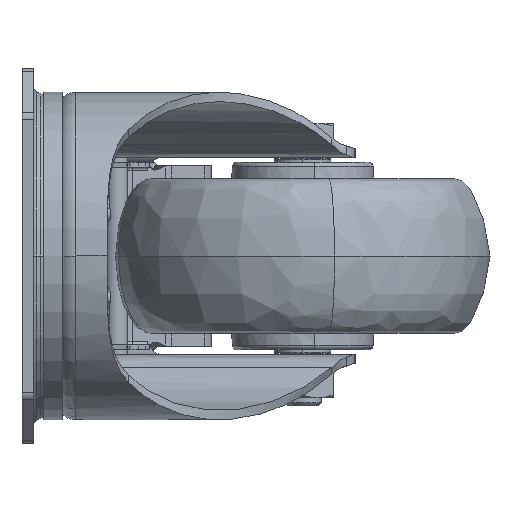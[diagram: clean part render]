
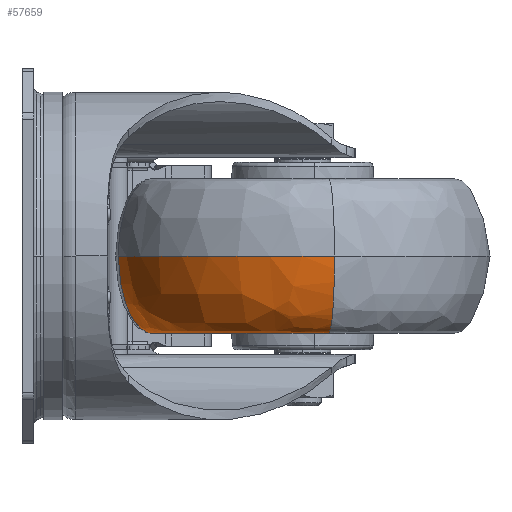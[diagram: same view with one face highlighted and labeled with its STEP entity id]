
A CAD part, left-side view. The second image highlights one B-rep face of the part: STEP entity #57659.
In plain terms, the highlighted free-form (B-spline) face has degree [3, 3] with [4, 4] control points.
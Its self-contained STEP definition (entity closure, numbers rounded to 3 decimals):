
#1295 = CARTESIAN_POINT ( 'NONE',  ( 5.97, -59.506, -16.5 ) ) ;
#2080 = AXIS2_PLACEMENT_3D ( 'NONE', #73458, #74585, #44565 ) ;
#2180 = ORIENTED_EDGE ( 'NONE', *, *, #61575, .T. ) ;
#3016 = CARTESIAN_POINT ( 'NONE',  ( -5.392, -37.684, -9.665 ) ) ;
#3742 = CARTESIAN_POINT ( 'NONE',  ( 8.13, -18.548, 0. ) ) ;
#4115 = CARTESIAN_POINT ( 'NONE',  ( 31.223, -14.578, -9.665 ) ) ;
#4163 = CARTESIAN_POINT ( 'NONE',  ( 5.97, -59.506, -16.5 ) ) ;
#5217 =( BOUNDED_CURVE ( )  B_SPLINE_CURVE ( 3, ( #18932, #48701, #36887, #13281 ),
 .UNSPECIFIED., .F., .F. ) 
 B_SPLINE_CURVE_WITH_KNOTS ( ( 4, 4 ),
 ( 1.571, 3.142 ),
 .UNSPECIFIED. ) 
 CURVE ( )  GEOMETRIC_REPRESENTATION_ITEM ( )  RATIONAL_B_SPLINE_CURVE ( ( 1., 0.805, 0.805, 1. ) ) 
 REPRESENTATION_ITEM ( '' )  );
#5481 = AXIS2_PLACEMENT_3D ( 'NONE', #21414, #55741, #44321 ) ;
#8094 = VERTEX_POINT ( 'NONE', #1295 ) ;
#8834 = EDGE_CURVE ( 'NONE', #10560, #30867, #10583, .T. ) ;
#10560 = VERTEX_POINT ( 'NONE', #31491 ) ;
#10583 = CIRCLE ( 'NONE', #2080, 40. ) ;
#10975 = CARTESIAN_POINT ( 'NONE',  ( 32.494, -21.97, -16.5 ) ) ;
#11572 = EDGE_CURVE ( 'NONE', #33188, #8094, #46722, .T. ) ;
#13281 = CARTESIAN_POINT ( 'NONE',  ( 32.494, -21.97, -16.5 ) ) ;
#14368 = FACE_OUTER_BOUND ( 'NONE', #70852, .T. ) ;
#15827 = CARTESIAN_POINT ( 'NONE',  ( 5.97, -59.506, -16.5 ) ) ;
#18932 = CARTESIAN_POINT ( 'NONE',  ( 31.223, -14.578, 0. ) ) ;
#21414 = CARTESIAN_POINT ( 'NONE',  ( 38., -54., -16.5 ) ) ;
#21881 = CARTESIAN_POINT ( 'NONE',  ( -5.392, -37.684, 0. ) ) ;
#26154 = CARTESIAN_POINT ( 'NONE',  ( 13.731, -25.195, -16.5 ) ) ;
#26894 = CARTESIAN_POINT ( 'NONE',  ( -1.422, -60.777, -9.665 ) ) ;
#30867 = VERTEX_POINT ( 'NONE', #71811 ) ;
#31491 = CARTESIAN_POINT ( 'NONE',  ( 31.223, -14.578, 0. ) ) ;
#31901 = CARTESIAN_POINT ( 'NONE',  ( 31.223, -14.578, 0. ) ) ;
#33188 = VERTEX_POINT ( 'NONE', #10975 ) ;
#36887 = CARTESIAN_POINT ( 'NONE',  ( 31.75, -17.64, -16.5 ) ) ;
#38727 = CARTESIAN_POINT ( 'NONE',  ( 8.13, -18.548, -9.665 ) ) ;
#39105 = CARTESIAN_POINT ( 'NONE',  ( 2.744, -40.743, -16.5 ) ) ;
#44321 = DIRECTION ( 'NONE',  ( -0.986, -0.169, 0. ) ) ;
#44565 = DIRECTION ( 'NONE',  ( 0.986, 0.169, 0. ) ) ;
#46722 = CIRCLE ( 'NONE', #5481, 32.5 ) ;
#46859 = ORIENTED_EDGE ( 'NONE', *, *, #8834, .F. ) ;
#48701 = CARTESIAN_POINT ( 'NONE',  ( 31.223, -14.578, -9.665 ) ) ;
#49844 =( BOUNDED_SURFACE ( )  B_SPLINE_SURFACE ( 3, 3, ( 
 ( #55469, #21881, #3742, #31901 ),
 ( #26894, #3016, #38727, #4115 ),
 ( #50520, #61975, #73705, #68012 ),
 ( #15827, #39105, #26154, #53803 ) ),
 .UNSPECIFIED., .F., .F., .F. ) 
 B_SPLINE_SURFACE_WITH_KNOTS ( ( 4, 4 ),
 ( 4, 4 ),
 ( 0., 1. ),
 ( 0., 1. ),
 .UNSPECIFIED. ) 
 GEOMETRIC_REPRESENTATION_ITEM ( )  RATIONAL_B_SPLINE_SURFACE ( (
 ( 1., 0.805, 0.805, 1.),
 ( 0.805, 0.648, 0.648, 0.805),
 ( 0.805, 0.648, 0.648, 0.805),
 ( 1., 0.805, 0.805, 1.) ) ) 
 REPRESENTATION_ITEM ( '' )  SURFACE ( )  );
#50520 = CARTESIAN_POINT ( 'NONE',  ( 1.64, -60.25, -16.5 ) ) ;
#53803 = CARTESIAN_POINT ( 'NONE',  ( 32.494, -21.97, -16.5 ) ) ;
#55469 = CARTESIAN_POINT ( 'NONE',  ( -1.422, -60.777, 0. ) ) ;
#55741 = DIRECTION ( 'NONE',  ( 0., 0., 1. ) ) ;
#57424 = CARTESIAN_POINT ( 'NONE',  ( -1.422, -60.777, 0. ) ) ;
#57659 = ADVANCED_FACE ( 'NONE', ( #14368 ), #49844, .F. ) ;
#61575 = EDGE_CURVE ( 'NONE', #10560, #33188, #5217, .T. ) ;
#61975 = CARTESIAN_POINT ( 'NONE',  ( -2.022, -38.951, -16.5 ) ) ;
#62401 = CARTESIAN_POINT ( 'NONE',  ( 1.64, -60.25, -16.5 ) ) ;
#63357 = ORIENTED_EDGE ( 'NONE', *, *, #73138, .T. ) ;
#65010 =( BOUNDED_CURVE ( )  B_SPLINE_CURVE ( 3, ( #4163, #62401, #74494, #57424 ),
 .UNSPECIFIED., .F., .F. ) 
 B_SPLINE_CURVE_WITH_KNOTS ( ( 4, 4 ),
 ( 3.142, 4.712 ),
 .UNSPECIFIED. ) 
 CURVE ( )  GEOMETRIC_REPRESENTATION_ITEM ( )  RATIONAL_B_SPLINE_CURVE ( ( 1., 0.805, 0.805, 1. ) ) 
 REPRESENTATION_ITEM ( '' )  );
#68012 = CARTESIAN_POINT ( 'NONE',  ( 31.75, -17.64, -16.5 ) ) ;
#70852 = EDGE_LOOP ( 'NONE', ( #46859, #2180, #73979, #63357 ) ) ;
#71811 = CARTESIAN_POINT ( 'NONE',  ( -1.422, -60.777, 0. ) ) ;
#73138 = EDGE_CURVE ( 'NONE', #8094, #30867, #65010, .T. ) ;
#73458 = CARTESIAN_POINT ( 'NONE',  ( 38., -54., 0. ) ) ;
#73705 = CARTESIAN_POINT ( 'NONE',  ( 10.45, -21.301, -16.5 ) ) ;
#73979 = ORIENTED_EDGE ( 'NONE', *, *, #11572, .T. ) ;
#74494 = CARTESIAN_POINT ( 'NONE',  ( -1.422, -60.777, -9.665 ) ) ;
#74585 = DIRECTION ( 'NONE',  ( 0., 0., 1. ) ) ;
